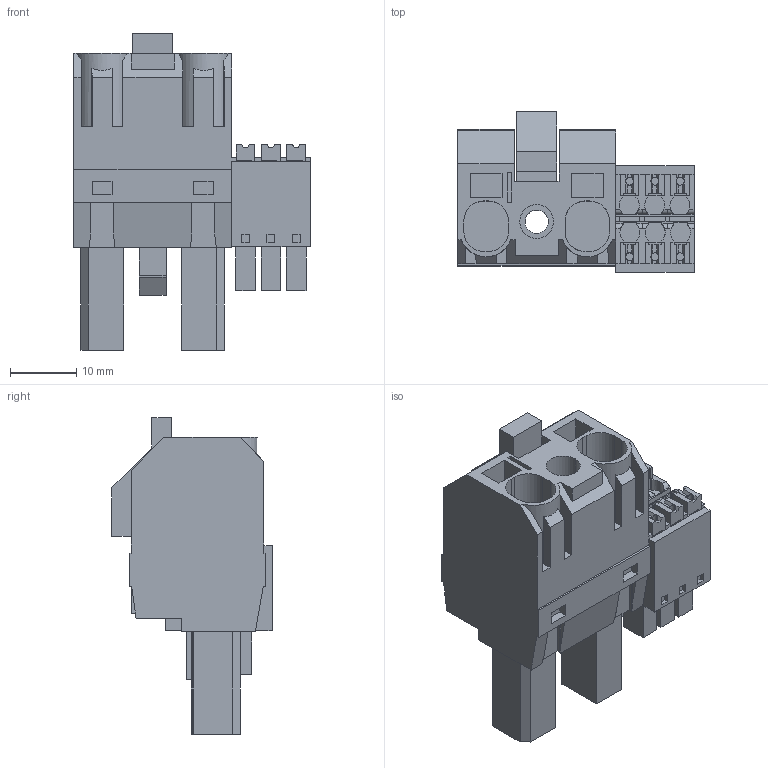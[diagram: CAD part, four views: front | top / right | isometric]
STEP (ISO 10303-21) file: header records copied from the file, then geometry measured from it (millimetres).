
FILE_DESCRIPTION(('CATIA V5 STEP Exchange','CAx-IF Rec.Pracs.--- Model Styling and Organization---1.4--- 2014-01-23'),'2;1');
FILE_NAME ('D1448297_1_1081030000_1081030000.stp','2023-09-07T12:49:34+00:00',('none'),('Weidmueller'),'CATIA Version 5-6 Release 2016 SP3 HF44','CATIA V5 STEP AP214','none');
FILE_SCHEMA(('AUTOMOTIVE_DESIGN { 1 0 10303 214 1 1 1 1 }'));
Length unit declared in the file: millimetre
Products named in the file (1): 1081030000
Bounding box: 35.6 x 24.13 x 47.7 mm (x, y, z)
Volume: 15484.6 mm3; surface area: 9266.9 mm2
Topology: 8 solids, 8 shells, 588 faces, 1623 edges, 1077 vertices
Faces by surface type: plane 520, cylinder 68
Entity records: 17673 total; most frequent: CARTESIAN_POINT 3481, ORIENTED_EDGE 3246, DIRECTION 2355, EDGE_CURVE 1623, VECTOR 1417, LINE 1417, VERTEX_POINT 1077, EDGE_LOOP 628
